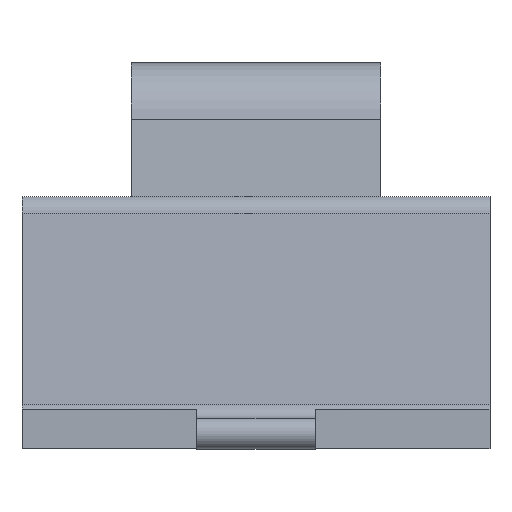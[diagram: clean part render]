
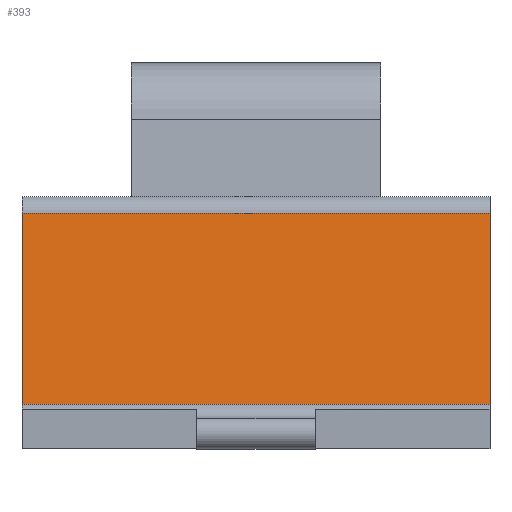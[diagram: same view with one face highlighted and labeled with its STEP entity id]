
A CAD part, top view. The second image highlights one B-rep face of the part: STEP entity #393.
In plain terms, the highlighted planar face has unit normal (0, 0.1, 0.995).
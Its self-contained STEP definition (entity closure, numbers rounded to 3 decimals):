
#323=EDGE_CURVE('',#491,#613,#757,.T.);
#351=EDGE_CURVE('',#643,#491,#786,.T.);
#393=ADVANCED_FACE('',(#832),#833,.T.);
#491=VERTEX_POINT('',#941);
#541=VERTEX_POINT('',#999);
#613=VERTEX_POINT('',#1077);
#619=EDGE_CURVE('',#541,#613,#1083,.T.);
#639=EDGE_CURVE('',#643,#541,#1105,.T.);
#643=VERTEX_POINT('',#1109);
#757=LINE('',#1252,#1253);
#786=LINE('',#1294,#1295);
#832=FACE_OUTER_BOUND('',#1354,.T.);
#833=PLANE('',#1355);
#941=CARTESIAN_POINT('',(-7.5,2.674,49.578));
#999=CARTESIAN_POINT('',(7.5,-3.45,50.195));
#1077=CARTESIAN_POINT('',(-7.5,-3.45,50.195));
#1083=LINE('',#1697,#1698);
#1105=LINE('',#1730,#1731);
#1109=CARTESIAN_POINT('',(7.5,2.674,49.578));
#1252=CARTESIAN_POINT('',(-7.5,2.674,49.578));
#1253=VECTOR('',#1820,1.);
#1294=CARTESIAN_POINT('',(7.5,2.674,49.578));
#1295=VECTOR('',#1842,1.0);
#1354=EDGE_LOOP('',(#1903,#1904,#1905,#1906));
#1355=AXIS2_PLACEMENT_3D('',#1907,#1908,#1909);
#1697=CARTESIAN_POINT('',(7.5,-3.45,50.195));
#1698=VECTOR('',#2220,1.0);
#1730=CARTESIAN_POINT('',(7.5,2.674,49.578));
#1731=VECTOR('',#2249,1.0);
#1820=DIRECTION('',(0.0,-0.995,0.1));
#1842=DIRECTION('',(-1.0,0.0,0.0));
#1903=ORIENTED_EDGE('',*,*,#323,.T.);
#1904=ORIENTED_EDGE('',*,*,#619,.F.);
#1905=ORIENTED_EDGE('',*,*,#639,.F.);
#1906=ORIENTED_EDGE('',*,*,#351,.T.);
#1907=CARTESIAN_POINT('',(7.5,2.674,49.578));
#1908=DIRECTION('',(0.0,0.1,0.995));
#1909=DIRECTION('',(0.0,0.995,-0.1));
#2220=DIRECTION('',(-1.0,0.0,0.0));
#2249=DIRECTION('',(0.0,-0.995,0.1));
